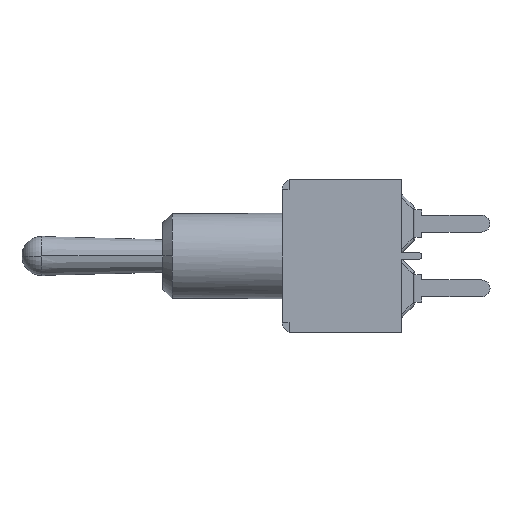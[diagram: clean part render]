
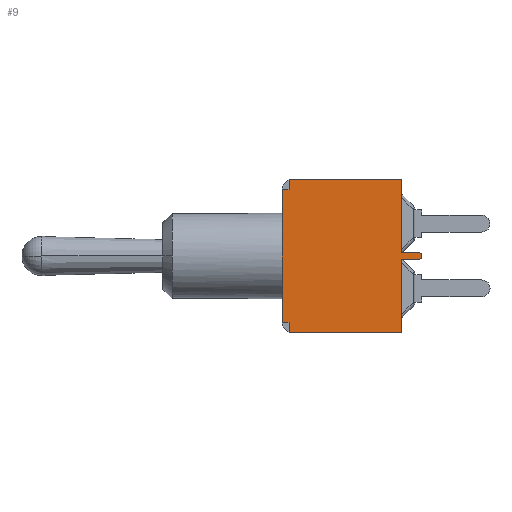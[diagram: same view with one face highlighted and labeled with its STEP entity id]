
A CAD part, left-side view. The second image highlights one B-rep face of the part: STEP entity #9.
In plain terms, the highlighted planar face has unit normal (-1, 0, 0).
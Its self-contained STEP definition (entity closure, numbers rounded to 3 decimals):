
#9 = ADVANCED_FACE ( 'NONE', ( #5040 ), #8577, .T. ) ;
#160 = ORIENTED_EDGE ( 'NONE', *, *, #4560, .T. ) ;
#324 = ORIENTED_EDGE ( 'NONE', *, *, #1210, .F. ) ;
#396 = CARTESIAN_POINT ( 'NONE',  ( -6.35, -4.955, 8.916 ) ) ;
#504 = CARTESIAN_POINT ( 'NONE',  ( -6.35, -5.715, 0. ) ) ;
#529 = ORIENTED_EDGE ( 'NONE', *, *, #1635, .T. ) ;
#577 = EDGE_CURVE ( 'NONE', #9325, #9452, #1383, .T. ) ;
#609 = EDGE_LOOP ( 'NONE', ( #9346, #808, #9282, #9686, #7992, #7717, #160, #2030, #324, #1933, #11047, #9767, #529 ) ) ;
#656 = AXIS2_PLACEMENT_3D ( 'NONE', #3127, #4844, #1474 ) ;
#808 = ORIENTED_EDGE ( 'NONE', *, *, #5277, .F. ) ;
#904 = CARTESIAN_POINT ( 'NONE',  ( -6.35, -5.451, 8.89 ) ) ;
#914 = DIRECTION ( 'NONE',  ( 0., 0., -1. ) ) ;
#1195 = CARTESIAN_POINT ( 'NONE',  ( -6.35, -0.25, 0. ) ) ;
#1210 = EDGE_CURVE ( 'NONE', #5264, #4233, #2968, .T. ) ;
#1215 = CARTESIAN_POINT ( 'NONE',  ( -6.35, 4.955, 8.38 ) ) ;
#1344 = EDGE_CURVE ( 'NONE', #10692, #4233, #9149, .T. ) ;
#1371 = CARTESIAN_POINT ( 'NONE',  ( -6.35, -0.25, 0.064 ) ) ;
#1383 = CIRCLE ( 'NONE', #3065, 0.25 ) ;
#1386 = CARTESIAN_POINT ( 'NONE',  ( -6.35, -6.287, 0. ) ) ;
#1468 = CIRCLE ( 'NONE', #656, 0.25 ) ;
#1474 = DIRECTION ( 'NONE',  ( 0., 0., -1. ) ) ;
#1539 = VERTEX_POINT ( 'NONE', #3504 ) ;
#1614 = VECTOR ( 'NONE', #2251, 1000. ) ;
#1635 = EDGE_CURVE ( 'NONE', #4267, #6244, #4858, .T. ) ;
#1640 = DIRECTION ( 'NONE',  ( 0., 0., 1. ) ) ;
#1738 = VECTOR ( 'NONE', #2213, 1000. ) ;
#1841 = DIRECTION ( 'NONE',  ( 0., -1., 0. ) ) ;
#1883 = VERTEX_POINT ( 'NONE', #8665 ) ;
#1933 = ORIENTED_EDGE ( 'NONE', *, *, #4306, .F. ) ;
#2030 = ORIENTED_EDGE ( 'NONE', *, *, #1344, .T. ) ;
#2201 = CARTESIAN_POINT ( 'NONE',  ( -6.35, -4.955, 8.89 ) ) ;
#2213 = DIRECTION ( 'NONE',  ( 0., 0., 1. ) ) ;
#2251 = DIRECTION ( 'NONE',  ( 0., -1., 0. ) ) ;
#2411 = EDGE_CURVE ( 'NONE', #7995, #1539, #10063, .T. ) ;
#2428 = CARTESIAN_POINT ( 'NONE',  ( -6.35, 0.25, -1.334 ) ) ;
#2488 = DIRECTION ( 'NONE',  ( 0., 1., 0. ) ) ;
#2569 = VECTOR ( 'NONE', #2488, 1000. ) ;
#2581 = VECTOR ( 'NONE', #6549, 1000. ) ;
#2968 = LINE ( 'NONE', #396, #5013 ) ;
#2969 = VERTEX_POINT ( 'NONE', #4304 ) ;
#3065 = AXIS2_PLACEMENT_3D ( 'NONE', #4172, #10911, #3212 ) ;
#3122 = EDGE_CURVE ( 'NONE', #4267, #3991, #6098, .T. ) ;
#3124 = AXIS2_PLACEMENT_3D ( 'NONE', #6848, #6813, #1640 ) ;
#3127 = CARTESIAN_POINT ( 'NONE',  ( -6.35, 0., -1.27 ) ) ;
#3212 = DIRECTION ( 'NONE',  ( 0., 0., -1. ) ) ;
#3371 = VECTOR ( 'NONE', #6708, 1000. ) ;
#3395 = EDGE_CURVE ( 'NONE', #6244, #1883, #4063, .T. ) ;
#3504 = CARTESIAN_POINT ( 'NONE',  ( -6.35, -0.25, -1.27 ) ) ;
#3923 = LINE ( 'NONE', #1386, #1614 ) ;
#3991 = VERTEX_POINT ( 'NONE', #1215 ) ;
#4063 = LINE ( 'NONE', #10807, #2581 ) ;
#4123 = DIRECTION ( 'NONE',  ( 0., 0., -1. ) ) ;
#4172 = CARTESIAN_POINT ( 'NONE',  ( -6.35, 0., -1.27 ) ) ;
#4233 = VERTEX_POINT ( 'NONE', #8544 ) ;
#4267 = VERTEX_POINT ( 'NONE', #6854 ) ;
#4304 = CARTESIAN_POINT ( 'NONE',  ( -6.35, 4.955, 8.89 ) ) ;
#4306 = EDGE_CURVE ( 'NONE', #2969, #5264, #6614, .T. ) ;
#4323 = LINE ( 'NONE', #6584, #1738 ) ;
#4560 = EDGE_CURVE ( 'NONE', #6588, #10692, #4323, .T. ) ;
#4620 = EDGE_CURVE ( 'NONE', #7995, #6588, #3923, .T. ) ;
#4844 = DIRECTION ( 'NONE',  ( 1., 0., 0. ) ) ;
#4858 = LINE ( 'NONE', #10092, #3371 ) ;
#4986 = LINE ( 'NONE', #2428, #6987 ) ;
#5013 = VECTOR ( 'NONE', #7285, 1000. ) ;
#5031 = DIRECTION ( 'NONE',  ( 0., 0., 1. ) ) ;
#5040 = FACE_OUTER_BOUND ( 'NONE', #609, .T. ) ;
#5122 = CARTESIAN_POINT ( 'NONE',  ( -6.35, 5.715, 0. ) ) ;
#5186 = EDGE_CURVE ( 'NONE', #1539, #9325, #1468, .T. ) ;
#5264 = VERTEX_POINT ( 'NONE', #2201 ) ;
#5277 = EDGE_CURVE ( 'NONE', #9452, #1883, #4986, .T. ) ;
#5780 = CARTESIAN_POINT ( 'NONE',  ( -6.35, 4.955, -2.04 ) ) ;
#6098 = LINE ( 'NONE', #8799, #9291 ) ;
#6244 = VERTEX_POINT ( 'NONE', #5122 ) ;
#6328 = VECTOR ( 'NONE', #914, 1000. ) ;
#6513 = VECTOR ( 'NONE', #4123, 1000. ) ;
#6549 = DIRECTION ( 'NONE',  ( 0., -1., 0. ) ) ;
#6584 = CARTESIAN_POINT ( 'NONE',  ( -6.35, -5.715, -2.04 ) ) ;
#6588 = VERTEX_POINT ( 'NONE', #504 ) ;
#6614 = LINE ( 'NONE', #904, #10086 ) ;
#6708 = DIRECTION ( 'NONE',  ( 0., 0., -1. ) ) ;
#6813 = DIRECTION ( 'NONE',  ( -1., 0., 0. ) ) ;
#6848 = CARTESIAN_POINT ( 'NONE',  ( -6.35, -6.287, -2.04 ) ) ;
#6854 = CARTESIAN_POINT ( 'NONE',  ( -6.35, 5.715, 8.38 ) ) ;
#6987 = VECTOR ( 'NONE', #5031, 1000. ) ;
#7285 = DIRECTION ( 'NONE',  ( 0., 0., -1. ) ) ;
#7629 = CARTESIAN_POINT ( 'NONE',  ( -6.35, -6.287, 8.38 ) ) ;
#7717 = ORIENTED_EDGE ( 'NONE', *, *, #4620, .T. ) ;
#7978 = LINE ( 'NONE', #5780, #6513 ) ;
#7992 = ORIENTED_EDGE ( 'NONE', *, *, #2411, .F. ) ;
#7995 = VERTEX_POINT ( 'NONE', #1195 ) ;
#8375 = CARTESIAN_POINT ( 'NONE',  ( -6.35, 0., -1.52 ) ) ;
#8544 = CARTESIAN_POINT ( 'NONE',  ( -6.35, -4.955, 8.38 ) ) ;
#8577 = PLANE ( 'NONE',  #3124 ) ;
#8596 = EDGE_CURVE ( 'NONE', #2969, #3991, #7978, .T. ) ;
#8665 = CARTESIAN_POINT ( 'NONE',  ( -6.35, 0.25, 0. ) ) ;
#8799 = CARTESIAN_POINT ( 'NONE',  ( -6.35, 4.917, 8.38 ) ) ;
#8980 = CARTESIAN_POINT ( 'NONE',  ( -6.35, -5.715, 8.38 ) ) ;
#9149 = LINE ( 'NONE', #7629, #2569 ) ;
#9282 = ORIENTED_EDGE ( 'NONE', *, *, #577, .F. ) ;
#9291 = VECTOR ( 'NONE', #1841, 1000. ) ;
#9325 = VERTEX_POINT ( 'NONE', #8375 ) ;
#9346 = ORIENTED_EDGE ( 'NONE', *, *, #3395, .T. ) ;
#9452 = VERTEX_POINT ( 'NONE', #10277 ) ;
#9686 = ORIENTED_EDGE ( 'NONE', *, *, #5186, .F. ) ;
#9767 = ORIENTED_EDGE ( 'NONE', *, *, #3122, .F. ) ;
#10063 = LINE ( 'NONE', #1371, #6328 ) ;
#10086 = VECTOR ( 'NONE', #10474, 1000. ) ;
#10092 = CARTESIAN_POINT ( 'NONE',  ( -6.35, 5.715, -2.04 ) ) ;
#10277 = CARTESIAN_POINT ( 'NONE',  ( -6.35, 0.25, -1.27 ) ) ;
#10474 = DIRECTION ( 'NONE',  ( 0., -1., 0. ) ) ;
#10692 = VERTEX_POINT ( 'NONE', #8980 ) ;
#10807 = CARTESIAN_POINT ( 'NONE',  ( -6.35, -6.287, 0. ) ) ;
#10911 = DIRECTION ( 'NONE',  ( 1., 0., 0. ) ) ;
#11047 = ORIENTED_EDGE ( 'NONE', *, *, #8596, .T. ) ;
